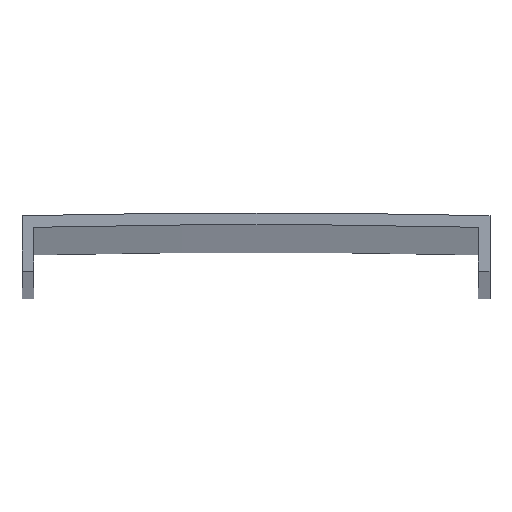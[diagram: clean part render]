
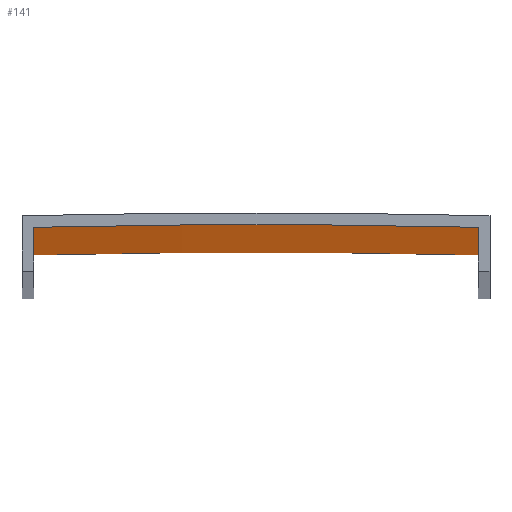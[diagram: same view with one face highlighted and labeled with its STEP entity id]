
A CAD part, top view. The second image highlights one B-rep face of the part: STEP entity #141.
In plain terms, the highlighted cylindrical face has radius 1198.5 mm (diameter 2397 mm), a partial arc.
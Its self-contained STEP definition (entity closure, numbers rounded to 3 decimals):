
#8 = DIRECTION ( 'NONE',  ( 0., 0., -1. ) ) ;
#14 = CARTESIAN_POINT ( 'NONE',  ( 0., -1198.5, 1000. ) ) ;
#23 = CARTESIAN_POINT ( 'NONE',  ( 28., -0.327, 1000. ) ) ;
#30 = CARTESIAN_POINT ( 'NONE',  ( 28., -0.327, -1000. ) ) ;
#31 = EDGE_CURVE ( 'NONE', #251, #199, #276, .T. ) ;
#35 = CARTESIAN_POINT ( 'NONE',  ( -28., -0.327, 1000. ) ) ;
#49 = EDGE_CURVE ( 'NONE', #251, #197, #289, .T. ) ;
#62 = EDGE_CURVE ( 'NONE', #199, #231, #299, .T. ) ;
#65 = AXIS2_PLACEMENT_3D ( 'NONE', #219, #221, #216 ) ;
#68 = EDGE_CURVE ( 'NONE', #197, #231, #304, .T. ) ;
#71 = DIRECTION ( 'NONE',  ( -1., 0., 0. ) ) ;
#104 = AXIS2_PLACEMENT_3D ( 'NONE', #135, #254, #120 ) ;
#110 = AXIS2_PLACEMENT_3D ( 'NONE', #14, #8, #71 ) ;
#117 = ORIENTED_EDGE ( 'NONE', *, *, #62, .F. ) ;
#118 = ORIENTED_EDGE ( 'NONE', *, *, #49, .T. ) ;
#120 = DIRECTION ( 'NONE',  ( 1., 0., 0. ) ) ;
#135 = CARTESIAN_POINT ( 'NONE',  ( 0., -1198.5, 1000. ) ) ;
#141 = ADVANCED_FACE ( 'NONE', ( #242 ), #206, .F. ) ;
#152 = CARTESIAN_POINT ( 'NONE',  ( 28., -0.327, 1000. ) ) ;
#174 = ORIENTED_EDGE ( 'NONE', *, *, #31, .F. ) ;
#194 = CARTESIAN_POINT ( 'NONE',  ( -28., -0.327, 1000. ) ) ;
#197 = VERTEX_POINT ( 'NONE', #198 ) ;
#198 = CARTESIAN_POINT ( 'NONE',  ( -28., -0.327, -1000. ) ) ;
#199 = VERTEX_POINT ( 'NONE', #23 ) ;
#206 = CYLINDRICAL_SURFACE ( 'NONE', #110, 1198.5 ) ;
#216 = DIRECTION ( 'NONE',  ( 1., 0., 0. ) ) ;
#219 = CARTESIAN_POINT ( 'NONE',  ( 0., -1198.5, -1000. ) ) ;
#220 = DIRECTION ( 'NONE',  ( 0., 0., -1. ) ) ;
#221 = DIRECTION ( 'NONE',  ( 0., 0., -1. ) ) ;
#231 = VERTEX_POINT ( 'NONE', #30 ) ;
#235 = EDGE_LOOP ( 'NONE', ( #335, #117, #174, #118 ) ) ;
#242 = FACE_OUTER_BOUND ( 'NONE', #235, .T. ) ;
#251 = VERTEX_POINT ( 'NONE', #35 ) ;
#254 = DIRECTION ( 'NONE',  ( 0., 0., -1. ) ) ;
#259 = DIRECTION ( 'NONE',  ( 0., 0., -1. ) ) ;
#276 = CIRCLE ( 'NONE', #104, 1198.5 ) ;
#289 = LINE ( 'NONE', #194, #293 ) ;
#293 = VECTOR ( 'NONE', #220, 1000. ) ;
#299 = LINE ( 'NONE', #152, #302 ) ;
#302 = VECTOR ( 'NONE', #259, 1000. ) ;
#304 = CIRCLE ( 'NONE', #65, 1198.5 ) ;
#335 = ORIENTED_EDGE ( 'NONE', *, *, #68, .T. ) ;
